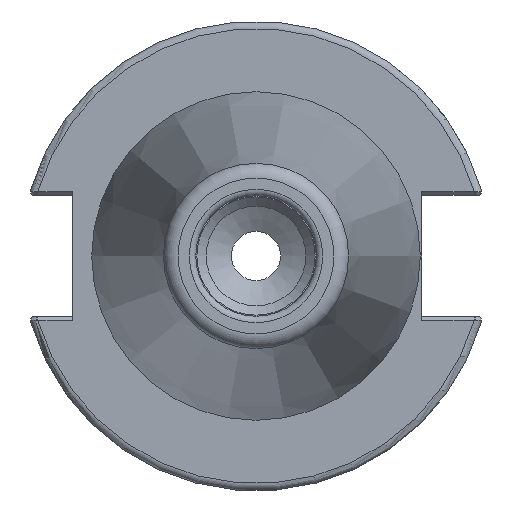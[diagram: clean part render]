
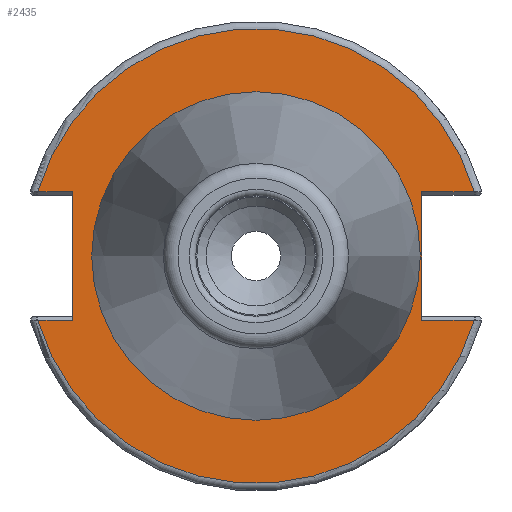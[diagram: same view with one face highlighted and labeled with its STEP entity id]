
A CAD part, left-side view. The second image highlights one B-rep face of the part: STEP entity #2435.
In plain terms, the highlighted planar face has unit normal (-1, 0, 0).
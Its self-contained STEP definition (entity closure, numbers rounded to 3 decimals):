
#95=FACE_BOUND('',#389,.T.);
#111=PLANE('',#2659);
#248=FACE_OUTER_BOUND('',#388,.T.);
#388=EDGE_LOOP('',(#1780,#1781,#1782,#1783,#1784,#1785,#1786,#1787));
#389=EDGE_LOOP('',(#1788,#1789));
#517=LINE('',#3859,#649);
#519=LINE('',#3927,#651);
#520=LINE('',#3929,#652);
#521=LINE('',#3933,#653);
#522=LINE('',#3935,#654);
#523=LINE('',#3936,#655);
#649=VECTOR('',#3058,10.);
#651=VECTOR('',#3076,10.);
#652=VECTOR('',#3077,10.);
#653=VECTOR('',#3080,10.);
#654=VECTOR('',#3081,10.);
#655=VECTOR('',#3082,10.);
#836=CIRCLE('',#2658,30.775);
#837=CIRCLE('',#2660,30.775);
#838=CIRCLE('',#2661,22.225);
#839=CIRCLE('',#2662,22.225);
#1011=VERTEX_POINT('',#3852);
#1014=VERTEX_POINT('',#3857);
#1020=VERTEX_POINT('',#3905);
#1022=VERTEX_POINT('',#3926);
#1023=VERTEX_POINT('',#3928);
#1024=VERTEX_POINT('',#3930);
#1025=VERTEX_POINT('',#3932);
#1026=VERTEX_POINT('',#3934);
#1027=VERTEX_POINT('',#3937);
#1028=VERTEX_POINT('',#3938);
#1300=EDGE_CURVE('',#1014,#1011,#517,.T.);
#1310=EDGE_CURVE('',#1011,#1020,#836,.T.);
#1313=EDGE_CURVE('',#1014,#1022,#519,.T.);
#1314=EDGE_CURVE('',#1023,#1022,#520,.T.);
#1315=EDGE_CURVE('',#1024,#1023,#837,.T.);
#1316=EDGE_CURVE('',#1025,#1024,#521,.T.);
#1317=EDGE_CURVE('',#1025,#1026,#522,.T.);
#1318=EDGE_CURVE('',#1020,#1026,#523,.T.);
#1319=EDGE_CURVE('',#1027,#1028,#838,.T.);
#1320=EDGE_CURVE('',#1028,#1027,#839,.T.);
#1780=ORIENTED_EDGE('',*,*,#1300,.F.);
#1781=ORIENTED_EDGE('',*,*,#1313,.T.);
#1782=ORIENTED_EDGE('',*,*,#1314,.F.);
#1783=ORIENTED_EDGE('',*,*,#1315,.F.);
#1784=ORIENTED_EDGE('',*,*,#1316,.F.);
#1785=ORIENTED_EDGE('',*,*,#1317,.T.);
#1786=ORIENTED_EDGE('',*,*,#1318,.F.);
#1787=ORIENTED_EDGE('',*,*,#1310,.F.);
#1788=ORIENTED_EDGE('',*,*,#1319,.T.);
#1789=ORIENTED_EDGE('',*,*,#1320,.T.);
#2435=ADVANCED_FACE('',(#248,#95),#111,.T.);
#2658=AXIS2_PLACEMENT_3D('',#3906,#3072,#3073);
#2659=AXIS2_PLACEMENT_3D('',#3925,#3074,#3075);
#2660=AXIS2_PLACEMENT_3D('',#3931,#3078,#3079);
#2661=AXIS2_PLACEMENT_3D('',#3939,#3083,#3084);
#2662=AXIS2_PLACEMENT_3D('',#3940,#3085,#3086);
#3058=DIRECTION('',(0.,-1.,0.));
#3072=DIRECTION('center_axis',(1.,0.,0.));
#3073=DIRECTION('ref_axis',(0.,0.,-1.));
#3074=DIRECTION('center_axis',(-1.,0.,0.));
#3075=DIRECTION('ref_axis',(0.,0.,1.));
#3076=DIRECTION('',(0.,0.,1.));
#3077=DIRECTION('',(0.,1.,0.));
#3078=DIRECTION('center_axis',(1.,0.,0.));
#3079=DIRECTION('ref_axis',(0.,0.,-1.));
#3080=DIRECTION('',(0.,1.,0.));
#3081=DIRECTION('',(0.,0.,-1.));
#3082=DIRECTION('',(0.,-1.,0.));
#3083=DIRECTION('center_axis',(1.,0.,0.));
#3084=DIRECTION('ref_axis',(0.,0.,-1.));
#3085=DIRECTION('center_axis',(1.,0.,0.));
#3086=DIRECTION('ref_axis',(0.,0.,-1.));
#3852=CARTESIAN_POINT('',(3.175,-29.523,-8.69));
#3857=CARTESIAN_POINT('',(3.175,-22.41,-8.69));
#3859=CARTESIAN_POINT('',(3.175,-4.878,-8.69));
#3905=CARTESIAN_POINT('',(3.175,29.523,-8.69));
#3906=CARTESIAN_POINT('Origin',(3.175,0.,
0.));
#3925=CARTESIAN_POINT('Origin',(3.175,30.775,0.));
#3926=CARTESIAN_POINT('',(3.175,-22.41,8.69));
#3927=CARTESIAN_POINT('',(3.175,-22.41,-4.095));
#3928=CARTESIAN_POINT('',(3.175,-29.523,8.69));
#3929=CARTESIAN_POINT('',(3.175,4.182,8.69));
#3930=CARTESIAN_POINT('',(3.175,29.523,8.69));
#3931=CARTESIAN_POINT('Origin',(3.175,0.,
0.));
#3932=CARTESIAN_POINT('',(3.175,24.8,8.69));
#3933=CARTESIAN_POINT('',(3.175,32.958,8.69));
#3934=CARTESIAN_POINT('',(3.175,24.8,-8.69));
#3935=CARTESIAN_POINT('',(3.175,24.8,4.095));
#3936=CARTESIAN_POINT('',(3.175,27.788,-8.69));
#3937=CARTESIAN_POINT('',(3.175,22.225,0.));
#3938=CARTESIAN_POINT('',(3.175,-22.225,0.));
#3939=CARTESIAN_POINT('Origin',(3.175,0.,
0.));
#3940=CARTESIAN_POINT('Origin',(3.175,0.,
0.));
